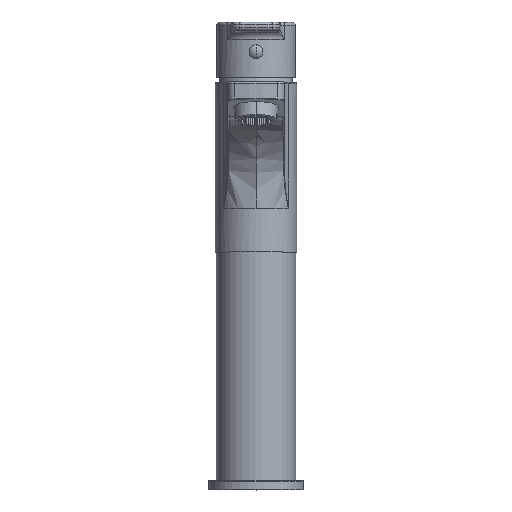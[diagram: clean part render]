
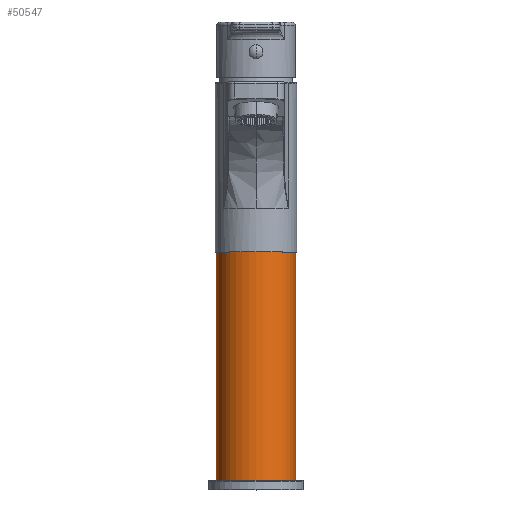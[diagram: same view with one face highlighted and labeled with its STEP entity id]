
A CAD part, top view. The second image highlights one B-rep face of the part: STEP entity #50547.
In plain terms, the highlighted cylindrical face has radius 21.75 mm (diameter 43.5 mm), a partial arc.
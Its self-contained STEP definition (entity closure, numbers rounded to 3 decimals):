
#9490=CARTESIAN_POINT('',(0.,1.5,0.));
#9491=DIRECTION('',(0.,-1.,0.));
#9492=DIRECTION('',(1.,0.,0.));
#9493=AXIS2_PLACEMENT_3D('',#9490,#9491,#9492);
#9514=CARTESIAN_POINT('',(0.,-123.5,0.));
#9515=DIRECTION('',(0.,-1.,0.));
#9516=DIRECTION('',(1.,0.,0.));
#9517=AXIS2_PLACEMENT_3D('',#9514,#9515,#9516);
#32016=DIRECTION('',(0.,1.,0.));
#32017=VECTOR('',#32016,125.);
#32018=CARTESIAN_POINT('',(21.75,-123.5,0.));
#32019=LINE('',#32018,#32017);
#32020=DIRECTION('',(0.,1.,0.));
#32021=VECTOR('',#32020,125.);
#32022=CARTESIAN_POINT('',(-21.75,-123.5,0.));
#32023=LINE('',#32022,#32021);
#43574=CARTESIAN_POINT('',(21.75,1.5,0.));
#43575=CARTESIAN_POINT('',(-21.75,1.5,0.));
#43576=VERTEX_POINT('',#43574);
#43577=VERTEX_POINT('',#43575);
#43638=CARTESIAN_POINT('',(21.75,-123.5,0.));
#43639=CARTESIAN_POINT('',(-21.75,-123.5,0.));
#43640=VERTEX_POINT('',#43638);
#43641=VERTEX_POINT('',#43639);
#50533=CARTESIAN_POINT('',(0.,8.8,0.));
#50534=DIRECTION('',(0.,-1.,0.));
#50535=DIRECTION('',(-1.,0.,0.));
#50536=AXIS2_PLACEMENT_3D('',#50533,#50534,#50535);
#50537=CYLINDRICAL_SURFACE('',#50536,21.75);
#50539=ORIENTED_EDGE('',*,*,#50538,.T.);
#50541=ORIENTED_EDGE('',*,*,#50540,.T.);
#50542=ORIENTED_EDGE('',*,*,#50500,.F.);
#50544=ORIENTED_EDGE('',*,*,#50543,.F.);
#50545=EDGE_LOOP('',(#50539,#50541,#50542,#50544));
#50546=FACE_OUTER_BOUND('',#50545,.F.);
#50547=ADVANCED_FACE('',(#50546),#50537,.T.);
#9494=CIRCLE('',#9493,21.75);
#9518=CIRCLE('',#9517,21.75);
#50500=EDGE_CURVE('',#43576,#43577,#9494,.T.);
#50538=EDGE_CURVE('',#43640,#43641,#9518,.T.);
#50540=EDGE_CURVE('',#43641,#43577,#32023,.T.);
#50543=EDGE_CURVE('',#43640,#43576,#32019,.T.);
